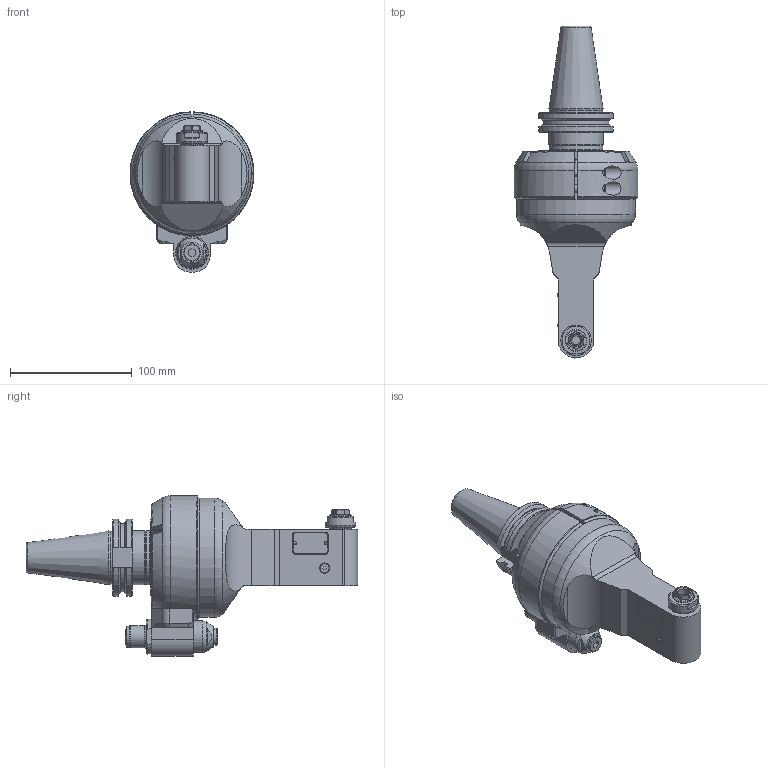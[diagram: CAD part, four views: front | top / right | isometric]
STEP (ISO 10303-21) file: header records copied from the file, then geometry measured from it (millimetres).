
FILE_DESCRIPTION(/* description */ ('9.F90.07000-1C40'),/* implementation_level */ '2;1');
FILE_NAME(/* name */ '9.F90.07000-1C40.stp',/* time_stamp */ '2025-06-11T11:08:38-04:00',/* author */ ('jkrenzer'),/* organization */ (''),/* preprocessor_version */ 'ST-DEVELOPER v18.1',/* originating_system */ 'Autodesk Inventor 2022',/* authorisation */ '');
FILE_SCHEMA (('AUTOMOTIVE_DESIGN { 1 0 10303 214 3 1 1 }'));
Length unit declared in the file: millimetre
Products named in the file (3): 9.F90.07000-1C40; 9_F90_07000; 9_GA1_446_2 (EVO, Type 1, C40, 65mm, 35mm)
Assembly tree (2 placements, depth 2):
  9.F90.07000-1C40
    9_F90_07000
    9_GA1_446_2 (EVO, Type 1, C40, 65mm, 35mm)
Bounding box: 102 x 273.19 x 131.98 mm (x, y, z)
Volume: 799862.3 mm3; surface area: 138950.4 mm2
Topology: 4 solids, 5 shells, 602 faces, 1497 edges, 965 vertices
Faces by surface type: plane 264, cylinder 175, cone 125, torus 32, sphere 4, bspline 2
Full cylindrical faces by diameter (mm): 2.5 x3, 2.6 x2, 3 x2, 3.2 x4, 3.3 x2, 4.2 x2, 5 x3, 6 x3, 6.5 x3, 7 x2, 7.5 x1, 8 x2, 8.5 x21, 8.821 x1, 9 x2, 9.2 x1, 9.525 x1, 10 x4, 10.4 x2, 10.8 x1, 11 x2, 11.6 x1, 12 x3, 12.5 x2, 12.8 x1, 13 x1, 13.376 x1, 14 x1, 16.281 x1, 16.8 x1
Entity records: 20890 total; most frequent: CARTESIAN_POINT 6371, DIRECTION 3106, ORIENTED_EDGE 2928, EDGE_CURVE 1464, AXIS2_PLACEMENT_3D 1203, VERTEX_POINT 965, EDGE_LOOP 709, LINE 700
